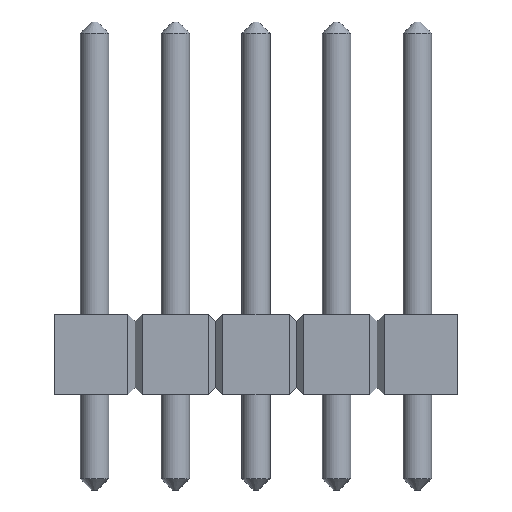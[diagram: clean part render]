
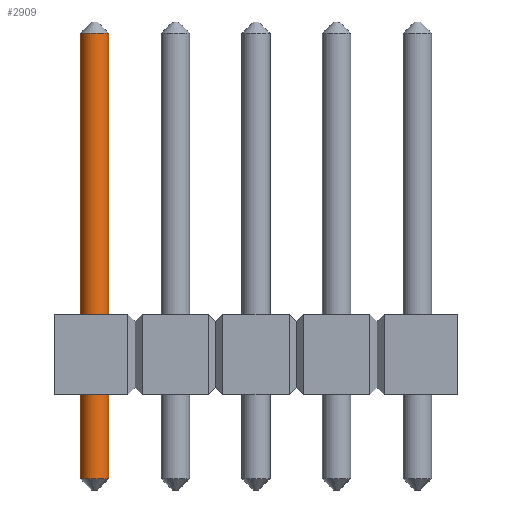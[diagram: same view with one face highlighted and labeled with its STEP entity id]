
A CAD part, front view. The second image highlights one B-rep face of the part: STEP entity #2909.
In plain terms, the highlighted cylindrical face has radius 0.45 mm (diameter 0.9 mm), a full revolution.
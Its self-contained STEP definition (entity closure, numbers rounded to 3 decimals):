
#2909 = ADVANCED_FACE('',(#2910),#2924,.T.);
#2910 = FACE_BOUND('',#2911,.T.);
#2911 = EDGE_LOOP('',(#2912,#2942,#2969,#2970));
#2912 = ORIENTED_EDGE('',*,*,#2913,.T.);
#2913 = EDGE_CURVE('',#2914,#2916,#2918,.T.);
#2914 = VERTEX_POINT('',#2915);
#2915 = CARTESIAN_POINT('',(0.45,0.,-2.64));
#2916 = VERTEX_POINT('',#2917);
#2917 = CARTESIAN_POINT('',(0.45,0.,11.38));
#2918 = SEAM_CURVE('',#2919,(#2923,#2935),.PCURVE_S1.);
#2919 = LINE('',#2920,#2921);
#2920 = CARTESIAN_POINT('',(0.45,0.,-3.));
#2921 = VECTOR('',#2922,1.);
#2922 = DIRECTION('',(0.,0.,1.));
#2923 = PCURVE('',#2924,#2929);
#2924 = CYLINDRICAL_SURFACE('',#2925,0.45);
#2925 = AXIS2_PLACEMENT_3D('',#2926,#2927,#2928);
#2926 = CARTESIAN_POINT('',(0.,0.,-3.));
#2927 = DIRECTION('',(0.,0.,1.));
#2928 = DIRECTION('',(1.,0.,0.));
#2929 = DEFINITIONAL_REPRESENTATION('',(#2930),#2934);
#2930 = LINE('',#2931,#2932);
#2931 = CARTESIAN_POINT('',(6.283,-0.));
#2932 = VECTOR('',#2933,1.);
#2933 = DIRECTION('',(0.,1.));
#2934 = ( GEOMETRIC_REPRESENTATION_CONTEXT(2) 
PARAMETRIC_REPRESENTATION_CONTEXT() REPRESENTATION_CONTEXT('2D SPACE',''
  ) );
#2935 = PCURVE('',#2924,#2936);
#2936 = DEFINITIONAL_REPRESENTATION('',(#2937),#2941);
#2937 = LINE('',#2938,#2939);
#2938 = CARTESIAN_POINT('',(0.,-0.));
#2939 = VECTOR('',#2940,1.);
#2940 = DIRECTION('',(0.,1.));
#2941 = ( GEOMETRIC_REPRESENTATION_CONTEXT(2) 
PARAMETRIC_REPRESENTATION_CONTEXT() REPRESENTATION_CONTEXT('2D SPACE',''
  ) );
#2942 = ORIENTED_EDGE('',*,*,#2943,.F.);
#2943 = EDGE_CURVE('',#2916,#2916,#2944,.T.);
#2944 = SURFACE_CURVE('',#2945,(#2950,#2957),.PCURVE_S1.);
#2945 = CIRCLE('',#2946,0.45);
#2946 = AXIS2_PLACEMENT_3D('',#2947,#2948,#2949);
#2947 = CARTESIAN_POINT('',(0.,0.,11.38));
#2948 = DIRECTION('',(0.,0.,1.));
#2949 = DIRECTION('',(1.,0.,0.));
#2950 = PCURVE('',#2924,#2951);
#2951 = DEFINITIONAL_REPRESENTATION('',(#2952),#2956);
#2952 = LINE('',#2953,#2954);
#2953 = CARTESIAN_POINT('',(0.,14.38));
#2954 = VECTOR('',#2955,1.);
#2955 = DIRECTION('',(1.,0.));
#2956 = ( GEOMETRIC_REPRESENTATION_CONTEXT(2) 
PARAMETRIC_REPRESENTATION_CONTEXT() REPRESENTATION_CONTEXT('2D SPACE',''
  ) );
#2957 = PCURVE('',#2958,#2963);
#2958 = CONICAL_SURFACE('',#2959,0.45,0.785);
#2959 = AXIS2_PLACEMENT_3D('',#2960,#2961,#2962);
#2960 = CARTESIAN_POINT('',(0.,0.,11.38));
#2961 = DIRECTION('',(-0.,-0.,-1.));
#2962 = DIRECTION('',(1.,0.,0.));
#2963 = DEFINITIONAL_REPRESENTATION('',(#2964),#2968);
#2964 = LINE('',#2965,#2966);
#2965 = CARTESIAN_POINT('',(-0.,-0.));
#2966 = VECTOR('',#2967,1.);
#2967 = DIRECTION('',(-1.,-0.));
#2968 = ( GEOMETRIC_REPRESENTATION_CONTEXT(2) 
PARAMETRIC_REPRESENTATION_CONTEXT() REPRESENTATION_CONTEXT('2D SPACE',''
  ) );
#2969 = ORIENTED_EDGE('',*,*,#2913,.F.);
#2970 = ORIENTED_EDGE('',*,*,#2971,.T.);
#2971 = EDGE_CURVE('',#2914,#2914,#2972,.T.);
#2972 = SURFACE_CURVE('',#2973,(#2978,#2985),.PCURVE_S1.);
#2973 = CIRCLE('',#2974,0.45);
#2974 = AXIS2_PLACEMENT_3D('',#2975,#2976,#2977);
#2975 = CARTESIAN_POINT('',(0.,0.,-2.64));
#2976 = DIRECTION('',(0.,0.,1.));
#2977 = DIRECTION('',(1.,0.,0.));
#2978 = PCURVE('',#2924,#2979);
#2979 = DEFINITIONAL_REPRESENTATION('',(#2980),#2984);
#2980 = LINE('',#2981,#2982);
#2981 = CARTESIAN_POINT('',(0.,0.36));
#2982 = VECTOR('',#2983,1.);
#2983 = DIRECTION('',(1.,0.));
#2984 = ( GEOMETRIC_REPRESENTATION_CONTEXT(2) 
PARAMETRIC_REPRESENTATION_CONTEXT() REPRESENTATION_CONTEXT('2D SPACE',''
  ) );
#2985 = PCURVE('',#2986,#2991);
#2986 = CONICAL_SURFACE('',#2987,0.45,0.785);
#2987 = AXIS2_PLACEMENT_3D('',#2988,#2989,#2990);
#2988 = CARTESIAN_POINT('',(0.,0.,-2.64));
#2989 = DIRECTION('',(0.,0.,1.));
#2990 = DIRECTION('',(1.,0.,0.));
#2991 = DEFINITIONAL_REPRESENTATION('',(#2992),#2996);
#2992 = LINE('',#2993,#2994);
#2993 = CARTESIAN_POINT('',(0.,-0.));
#2994 = VECTOR('',#2995,1.);
#2995 = DIRECTION('',(1.,-0.));
#2996 = ( GEOMETRIC_REPRESENTATION_CONTEXT(2) 
PARAMETRIC_REPRESENTATION_CONTEXT() REPRESENTATION_CONTEXT('2D SPACE',''
  ) );
